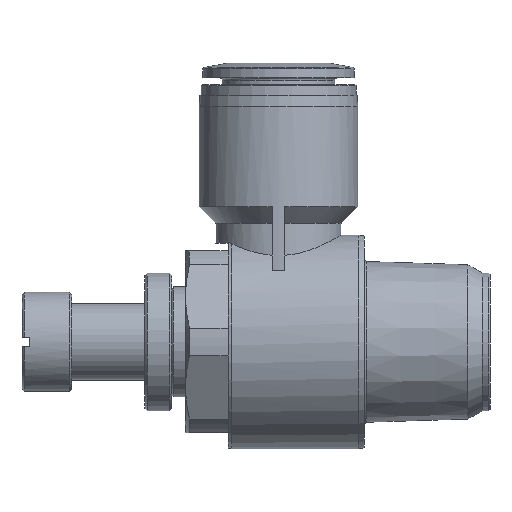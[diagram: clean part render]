
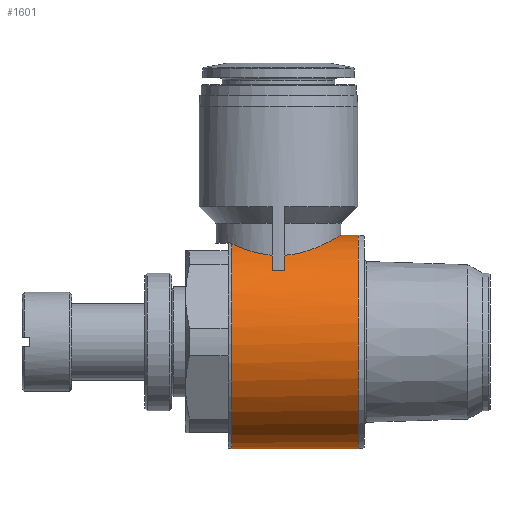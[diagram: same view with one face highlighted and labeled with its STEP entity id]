
A CAD part, left-side view. The second image highlights one B-rep face of the part: STEP entity #1601.
In plain terms, the highlighted cylindrical face has radius 14 mm (diameter 28 mm), a full revolution.
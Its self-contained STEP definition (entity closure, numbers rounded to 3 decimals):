
#34=CYLINDRICAL_SURFACE('',#1729,14.);
#64=B_SPLINE_CURVE_WITH_KNOTS('',3,(#2327,#2328,#2329,#2330,#2331),
 .UNSPECIFIED.,.F.,.F.,(4,1,4),(0.034,0.037,0.04),
 .UNSPECIFIED.);
#65=B_SPLINE_CURVE_WITH_KNOTS('',3,(#2339,#2340,#2341,#2342,#2343),
 .UNSPECIFIED.,.F.,.F.,(4,1,4),(0.,0.003,0.006),
 .UNSPECIFIED.);
#67=B_SPLINE_CURVE_WITH_KNOTS('',3,(#2350,#2351,#2352,#2353,#2354,#2355,
#2356,#2357,#2358,#2359,#2360),.UNSPECIFIED.,.F.,.F.,(4,1,1,1,1,1,1,1,4),
(0.008,0.011,0.014,0.017,
0.02,0.023,0.026,0.03,
0.033),.UNSPECIFIED.);
#68=B_SPLINE_CURVE_WITH_KNOTS('',3,(#2374,#2375,#2376,#2377),
 .UNSPECIFIED.,.F.,.F.,(4,4),(0.04,0.042),
 .UNSPECIFIED.);
#69=B_SPLINE_CURVE_WITH_KNOTS('',3,(#2385,#2386,#2387,#2388),
 .UNSPECIFIED.,.F.,.F.,(4,4),(0.006,0.008),
 .UNSPECIFIED.);
#328=ORIENTED_EDGE('',*,*,#557,.F.);
#329=ORIENTED_EDGE('',*,*,#556,.T.);
#330=ORIENTED_EDGE('',*,*,#514,.T.);
#331=ORIENTED_EDGE('',*,*,#545,.T.);
#332=ORIENTED_EDGE('',*,*,#526,.T.);
#333=ORIENTED_EDGE('',*,*,#544,.T.);
#334=ORIENTED_EDGE('',*,*,#516,.T.);
#335=ORIENTED_EDGE('',*,*,#547,.T.);
#336=ORIENTED_EDGE('',*,*,#522,.T.);
#337=ORIENTED_EDGE('',*,*,#546,.T.);
#338=ORIENTED_EDGE('',*,*,#510,.T.);
#510=EDGE_CURVE('',#638,#637,#64,.T.);
#514=EDGE_CURVE('',#642,#641,#65,.T.);
#516=EDGE_CURVE('',#643,#644,#67,.T.);
#522=EDGE_CURVE('',#650,#649,#68,.T.);
#526=EDGE_CURVE('',#654,#653,#69,.T.);
#544=EDGE_CURVE('',#653,#643,#730,.F.);
#545=EDGE_CURVE('',#641,#654,#731,.F.);
#546=EDGE_CURVE('',#649,#638,#732,.F.);
#547=EDGE_CURVE('',#644,#650,#733,.F.);
#556=EDGE_CURVE('',#637,#642,#741,.T.);
#557=EDGE_CURVE('',#667,#667,#742,.T.);
#637=VERTEX_POINT('',#2326);
#638=VERTEX_POINT('',#2332);
#641=VERTEX_POINT('',#2338);
#642=VERTEX_POINT('',#2344);
#643=VERTEX_POINT('',#2361);
#644=VERTEX_POINT('',#2362);
#649=VERTEX_POINT('',#2373);
#650=VERTEX_POINT('',#2378);
#653=VERTEX_POINT('',#2384);
#654=VERTEX_POINT('',#2389);
#667=VERTEX_POINT('',#2465);
#730=CIRCLE('',#1712,14.);
#731=CIRCLE('',#1714,14.);
#732=CIRCLE('',#1716,14.);
#733=CIRCLE('',#1718,14.);
#741=CIRCLE('',#1728,14.);
#742=CIRCLE('',#1730,14.);
#821=EDGE_LOOP('',(#328));
#822=EDGE_LOOP('',(#329,#330,#331,#332,#333,#334,#335,#336,#337,#338));
#937=FACE_BOUND('',#821,.T.);
#938=FACE_BOUND('',#822,.T.);
#1601=ADVANCED_FACE('',(#937,#938),#34,.T.);
#1712=AXIS2_PLACEMENT_3D('',#2445,#1961,#1962);
#1714=AXIS2_PLACEMENT_3D('',#2447,#1965,#1966);
#1716=AXIS2_PLACEMENT_3D('',#2449,#1969,#1970);
#1718=AXIS2_PLACEMENT_3D('',#2451,#1973,#1974);
#1728=AXIS2_PLACEMENT_3D('',#2462,#1994,#1995);
#1729=AXIS2_PLACEMENT_3D('',#2463,#1996,#1997);
#1730=AXIS2_PLACEMENT_3D('',#2464,#1998,#1999);
#1961=DIRECTION('',(0.,1.,0.));
#1962=DIRECTION('',(0.,0.,1.));
#1965=DIRECTION('',(0.,-1.,0.));
#1966=DIRECTION('',(0.,0.,-1.));
#1969=DIRECTION('',(0.,-1.,0.));
#1970=DIRECTION('',(0.,0.,-1.));
#1973=DIRECTION('',(0.,1.,0.));
#1974=DIRECTION('',(0.,0.,1.));
#1994=DIRECTION('',(0.,-1.,0.));
#1995=DIRECTION('',(0.,0.,-1.));
#1996=DIRECTION('',(0.,-1.,0.));
#1997=DIRECTION('',(0.,0.,-1.));
#1998=DIRECTION('',(0.,-1.,0.));
#1999=DIRECTION('',(0.,0.,-1.));
#2326=CARTESIAN_POINT('',(-5.546,-27.492,12.855));
#2327=CARTESIAN_POINT('',(-8.211,-32.8,11.339));
#2328=CARTESIAN_POINT('',(-8.11,-31.763,11.412));
#2329=CARTESIAN_POINT('',(-7.508,-29.756,11.853));
#2330=CARTESIAN_POINT('',(-6.288,-28.166,12.535));
#2331=CARTESIAN_POINT('',(-5.546,-27.492,12.855));
#2332=CARTESIAN_POINT('',(-8.211,-32.8,11.339));
#2338=CARTESIAN_POINT('',(8.211,-32.8,11.339));
#2339=CARTESIAN_POINT('',(5.546,-27.492,12.855));
#2340=CARTESIAN_POINT('',(6.291,-28.169,12.533));
#2341=CARTESIAN_POINT('',(7.509,-29.762,11.852));
#2342=CARTESIAN_POINT('',(8.11,-31.757,11.413));
#2343=CARTESIAN_POINT('',(8.211,-32.8,11.339));
#2344=CARTESIAN_POINT('',(5.546,-27.492,12.855));
#2350=CARTESIAN_POINT('',(8.211,-34.4,11.339));
#2351=CARTESIAN_POINT('',(8.111,-35.43,11.412));
#2352=CARTESIAN_POINT('',(7.512,-37.437,11.85));
#2353=CARTESIAN_POINT('',(5.687,-39.818,12.87));
#2354=CARTESIAN_POINT('',(3.116,-41.444,13.755));
#2355=CARTESIAN_POINT('',(0.011,-42.051,14.121));
#2356=CARTESIAN_POINT('',(-3.108,-41.45,13.759));
#2357=CARTESIAN_POINT('',(-5.692,-39.815,12.868));
#2358=CARTESIAN_POINT('',(-7.512,-37.435,11.85));
#2359=CARTESIAN_POINT('',(-8.111,-35.432,11.412));
#2360=CARTESIAN_POINT('',(-8.211,-34.4,11.339));
#2361=CARTESIAN_POINT('',(8.211,-34.4,11.339));
#2362=CARTESIAN_POINT('',(-8.211,-34.4,11.339));
#2373=CARTESIAN_POINT('',(-10.369,-32.8,9.406));
#2374=CARTESIAN_POINT('',(-10.369,-34.4,9.406));
#2375=CARTESIAN_POINT('',(-10.41,-33.872,9.361));
#2376=CARTESIAN_POINT('',(-10.41,-33.328,9.361));
#2377=CARTESIAN_POINT('',(-10.369,-32.8,9.406));
#2378=CARTESIAN_POINT('',(-10.369,-34.4,9.406));
#2384=CARTESIAN_POINT('',(10.369,-34.4,9.406));
#2385=CARTESIAN_POINT('',(10.369,-32.8,9.406));
#2386=CARTESIAN_POINT('',(10.411,-33.338,9.361));
#2387=CARTESIAN_POINT('',(10.41,-33.871,9.361));
#2388=CARTESIAN_POINT('',(10.369,-34.4,9.406));
#2389=CARTESIAN_POINT('',(10.369,-32.8,9.406));
#2445=CARTESIAN_POINT('',(0.,-34.4,0.));
#2447=CARTESIAN_POINT('',(0.,-32.8,0.));
#2449=CARTESIAN_POINT('',(0.,-32.8,0.));
#2451=CARTESIAN_POINT('',(0.,-34.4,0.));
#2462=CARTESIAN_POINT('',(0.,-27.492,0.));
#2463=CARTESIAN_POINT('',(0.,-61.3,0.));
#2464=CARTESIAN_POINT('',(0.,-44.012,0.));
#2465=CARTESIAN_POINT('',(0.,-44.012,-14.));
